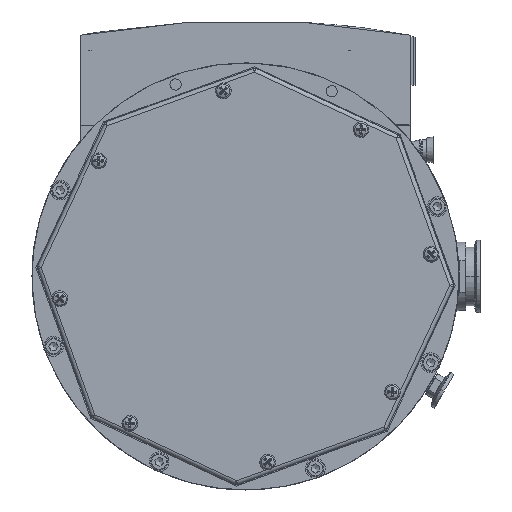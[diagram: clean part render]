
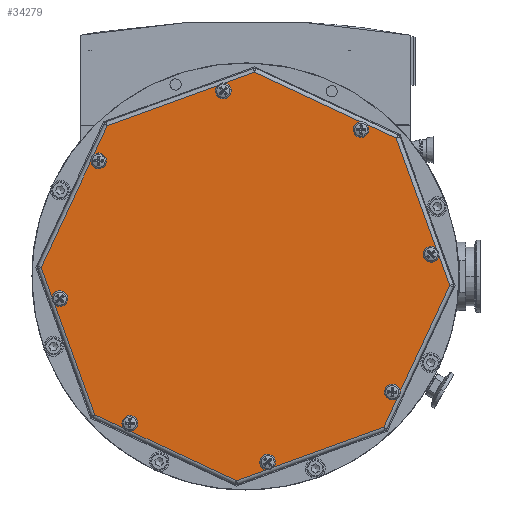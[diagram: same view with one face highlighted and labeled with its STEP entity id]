
A CAD part, front view. The second image highlights one B-rep face of the part: STEP entity #34279.
In plain terms, the highlighted planar face has unit normal (0, -1, 0).
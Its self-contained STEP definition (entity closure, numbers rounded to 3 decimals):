
#32439=CARTESIAN_POINT('',(-90.509,-87.5,-112.461));
#32440=VERTEX_POINT('',#32439);
#32441=CARTESIAN_POINT('',(-87.69,-87.5,-111.435));
#32442=DIRECTION('',(0.,1.0,0.));
#32443=DIRECTION('',(0.94,0.,0.342));
#32444=AXIS2_PLACEMENT_3D('',#32441,#32442,#32443);
#32445=CIRCLE('',#32444,3.);
#32446=EDGE_CURVE('',#32440,#32440,#32445,.T.);
#32480=CARTESIAN_POINT('',(-143.521,-87.5,-15.522));
#32481=VERTEX_POINT('',#32480);
#32482=CARTESIAN_POINT('',(-140.803,-87.5,-16.79));
#32483=DIRECTION('',(0.,1.0,0.));
#32484=DIRECTION('',(0.906,0.,-0.423));
#32485=AXIS2_PLACEMENT_3D('',#32482,#32483,#32484);
#32486=CIRCLE('',#32485,3.);
#32487=EDGE_CURVE('',#32481,#32481,#32486,.T.);
#32521=CARTESIAN_POINT('',(-112.461,-87.5,90.509));
#32522=VERTEX_POINT('',#32521);
#32523=CARTESIAN_POINT('',(-111.435,-87.5,87.69));
#32524=DIRECTION('',(0.,1.0,0.));
#32525=DIRECTION('',(0.342,0.,-0.94));
#32526=AXIS2_PLACEMENT_3D('',#32523,#32524,#32525);
#32527=CIRCLE('',#32526,3.);
#32528=EDGE_CURVE('',#32522,#32522,#32527,.T.);
#32562=CARTESIAN_POINT('',(-15.522,-87.5,143.521));
#32563=VERTEX_POINT('',#32562);
#32564=CARTESIAN_POINT('',(-16.79,-87.5,140.803));
#32565=DIRECTION('',(0.,1.0,0.));
#32566=DIRECTION('',(-0.423,0.,-0.906));
#32567=AXIS2_PLACEMENT_3D('',#32564,#32565,#32566);
#32568=CIRCLE('',#32567,3.);
#32569=EDGE_CURVE('',#32563,#32563,#32568,.T.);
#32603=CARTESIAN_POINT('',(90.509,-87.5,112.461));
#32604=VERTEX_POINT('',#32603);
#32605=CARTESIAN_POINT('',(87.69,-87.5,111.435));
#32606=DIRECTION('',(0.,1.0,0.));
#32607=DIRECTION('',(-0.94,0.,-0.342));
#32608=AXIS2_PLACEMENT_3D('',#32605,#32606,#32607);
#32609=CIRCLE('',#32608,3.);
#32610=EDGE_CURVE('',#32604,#32604,#32609,.T.);
#32644=CARTESIAN_POINT('',(143.521,-87.5,15.522));
#32645=VERTEX_POINT('',#32644);
#32646=CARTESIAN_POINT('',(140.803,-87.5,16.79));
#32647=DIRECTION('',(0.,1.,0.));
#32648=DIRECTION('',(-0.906,0.,0.423));
#32649=AXIS2_PLACEMENT_3D('',#32646,#32647,#32648);
#32650=CIRCLE('',#32649,3.);
#32651=EDGE_CURVE('',#32645,#32645,#32650,.T.);
#32685=CARTESIAN_POINT('',(15.522,-87.5,-143.521));
#32686=VERTEX_POINT('',#32685);
#32687=CARTESIAN_POINT('',(16.79,-87.5,-140.803));
#32688=DIRECTION('',(0.,1.0,0.));
#32689=DIRECTION('',(0.423,0.,0.906));
#32690=AXIS2_PLACEMENT_3D('',#32687,#32688,#32689);
#32691=CIRCLE('',#32690,3.);
#32692=EDGE_CURVE('',#32686,#32686,#32691,.T.);
#32726=CARTESIAN_POINT('',(112.461,-87.5,-90.509));
#32727=VERTEX_POINT('',#32726);
#32728=CARTESIAN_POINT('',(111.435,-87.5,-87.69));
#32729=DIRECTION('',(0.,1.,0.));
#32730=DIRECTION('',(-0.342,0.,0.94));
#32731=AXIS2_PLACEMENT_3D('',#32728,#32729,#32730);
#32732=CIRCLE('',#32731,3.);
#32733=EDGE_CURVE('',#32727,#32727,#32732,.T.);
#33535=CARTESIAN_POINT('',(-154.981,-87.5,6.767));
#33536=VERTEX_POINT('',#33535);
#33579=CARTESIAN_POINT('',(-114.373,-87.5,-104.803));
#33580=VERTEX_POINT('',#33579);
#33605=CARTESIAN_POINT('',(-104.803,-87.5,114.373));
#33606=VERTEX_POINT('',#33605);
#33649=CARTESIAN_POINT('',(-6.767,-87.5,-154.981));
#33650=VERTEX_POINT('',#33649);
#33675=CARTESIAN_POINT('',(6.767,-87.5,154.981));
#33676=VERTEX_POINT('',#33675);
#33719=CARTESIAN_POINT('',(104.803,-87.5,-114.373));
#33720=VERTEX_POINT('',#33719);
#33745=CARTESIAN_POINT('',(114.373,-87.5,104.803));
#33746=VERTEX_POINT('',#33745);
#33787=CARTESIAN_POINT('',(154.981,-87.5,-6.767));
#33788=VERTEX_POINT('',#33787);
#33852=CARTESIAN_POINT('',(114.373,-87.5,104.803));
#33853=DIRECTION('',(0.342,0.,-0.94));
#33854=VECTOR('',#33853,118.73);
#33855=LINE('',#33852,#33854);
#33856=EDGE_CURVE('',#33746,#33788,#33855,.T.);
#33874=CARTESIAN_POINT('',(154.981,-87.5,-6.767));
#33875=DIRECTION('',(-0.423,0.,-0.906));
#33876=VECTOR('',#33875,118.73);
#33877=LINE('',#33874,#33876);
#33878=EDGE_CURVE('',#33788,#33720,#33877,.T.);
#33919=CARTESIAN_POINT('',(6.767,-87.5,154.981));
#33920=DIRECTION('',(0.906,0.0,-0.423));
#33921=VECTOR('',#33920,118.73);
#33922=LINE('',#33919,#33921);
#33923=EDGE_CURVE('',#33676,#33746,#33922,.T.);
#33963=CARTESIAN_POINT('',(104.803,-87.5,-114.373));
#33964=DIRECTION('',(-0.94,0.0,-0.342));
#33965=VECTOR('',#33964,118.73);
#33966=LINE('',#33963,#33965);
#33967=EDGE_CURVE('',#33720,#33650,#33966,.T.);
#34007=CARTESIAN_POINT('',(-104.803,-87.5,114.373));
#34008=DIRECTION('',(0.94,0.0,0.342));
#34009=VECTOR('',#34008,118.73);
#34010=LINE('',#34007,#34009);
#34011=EDGE_CURVE('',#33606,#33676,#34010,.T.);
#34051=CARTESIAN_POINT('',(-6.767,-87.5,-154.981));
#34052=DIRECTION('',(-0.906,0.0,0.423));
#34053=VECTOR('',#34052,118.73);
#34054=LINE('',#34051,#34053);
#34055=EDGE_CURVE('',#33650,#33580,#34054,.T.);
#34095=CARTESIAN_POINT('',(-154.981,-87.5,6.767));
#34096=DIRECTION('',(0.423,0.,0.906));
#34097=VECTOR('',#34096,118.73);
#34098=LINE('',#34095,#34097);
#34099=EDGE_CURVE('',#33536,#33606,#34098,.T.);
#34140=CARTESIAN_POINT('',(-114.373,-87.5,-104.803));
#34141=DIRECTION('',(-0.342,0.,0.94));
#34142=VECTOR('',#34141,118.73);
#34143=LINE('',#34140,#34142);
#34144=EDGE_CURVE('',#33580,#33536,#34143,.T.);
#34240=CARTESIAN_POINT('',(0.,-87.5,0.));
#34241=DIRECTION('',(0.0,-1.0,0.0));
#34242=DIRECTION('',(0.737,0.0,0.676));
#34243=AXIS2_PLACEMENT_3D('',#34240,#34241,#34242);
#34244=PLANE('',#34243);
#34245=ORIENTED_EDGE('',*,*,#33856,.F.);
#34246=ORIENTED_EDGE('',*,*,#33923,.F.);
#34247=ORIENTED_EDGE('',*,*,#34011,.F.);
#34248=ORIENTED_EDGE('',*,*,#34099,.F.);
#34249=ORIENTED_EDGE('',*,*,#34144,.F.);
#34250=ORIENTED_EDGE('',*,*,#34055,.F.);
#34251=ORIENTED_EDGE('',*,*,#33967,.F.);
#34252=ORIENTED_EDGE('',*,*,#33878,.F.);
#34253=EDGE_LOOP('',(#34245,#34246,#34247,#34248,#34249,#34250,#34251,#34252));
#34254=FACE_OUTER_BOUND('',#34253,.T.);
#34255=ORIENTED_EDGE('',*,*,#32446,.T.);
#34256=EDGE_LOOP('',(#34255));
#34257=FACE_BOUND('',#34256,.T.);
#34258=ORIENTED_EDGE('',*,*,#32487,.T.);
#34259=EDGE_LOOP('',(#34258));
#34260=FACE_BOUND('',#34259,.T.);
#34261=ORIENTED_EDGE('',*,*,#32528,.T.);
#34262=EDGE_LOOP('',(#34261));
#34263=FACE_BOUND('',#34262,.T.);
#34264=ORIENTED_EDGE('',*,*,#32569,.T.);
#34265=EDGE_LOOP('',(#34264));
#34266=FACE_BOUND('',#34265,.T.);
#34267=ORIENTED_EDGE('',*,*,#32610,.T.);
#34268=EDGE_LOOP('',(#34267));
#34269=FACE_BOUND('',#34268,.T.);
#34270=ORIENTED_EDGE('',*,*,#32651,.T.);
#34271=EDGE_LOOP('',(#34270));
#34272=FACE_BOUND('',#34271,.T.);
#34273=ORIENTED_EDGE('',*,*,#32692,.T.);
#34274=EDGE_LOOP('',(#34273));
#34275=FACE_BOUND('',#34274,.T.);
#34276=ORIENTED_EDGE('',*,*,#32733,.T.);
#34277=EDGE_LOOP('',(#34276));
#34278=FACE_BOUND('',#34277,.T.);
#34279=ADVANCED_FACE('',(#34254,#34257,#34260,#34263,#34266,#34269,#34272,#34275,#34278),#34244,.T.);
